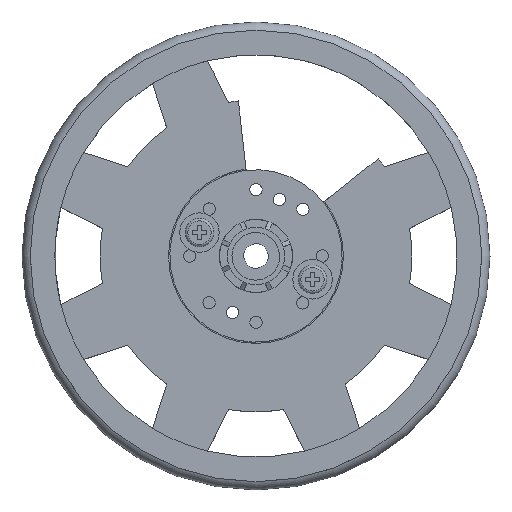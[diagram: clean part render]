
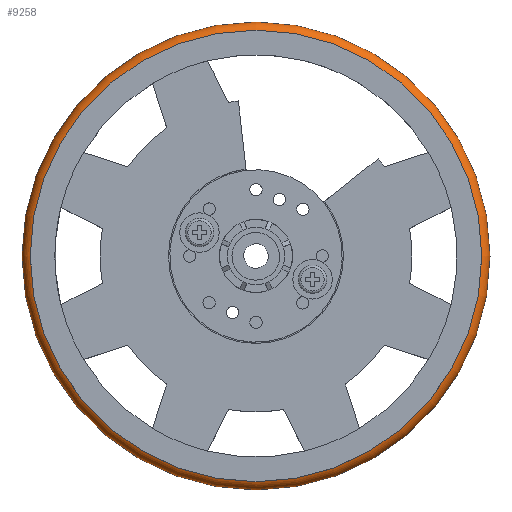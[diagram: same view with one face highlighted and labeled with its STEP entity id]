
A CAD part, top view. The second image highlights one B-rep face of the part: STEP entity #9258.
In plain terms, the highlighted toroidal (fillet/blend) face has major radius 27 mm and minor radius 1.5 mm.
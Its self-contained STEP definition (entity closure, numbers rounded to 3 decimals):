
#9258 = ADVANCED_FACE('',(#9259),#9263,.T.);
#9259 = FACE_BOUND('',#9260,.F.);
#9260 = VERTEX_LOOP('',#9261);
#9261 = VERTEX_POINT('',#9262);
#9262 = CARTESIAN_POINT('',(28.5,0.,0.));
#9263 = TOROIDAL_SURFACE('',#9264,27.,1.5);
#9264 = AXIS2_PLACEMENT_3D('',#9265,#9266,#9267);
#9265 = CARTESIAN_POINT('',(0.,0.,0.));
#9266 = DIRECTION('',(-0.,-0.,-1.));
#9267 = DIRECTION('',(1.,0.,0.));
